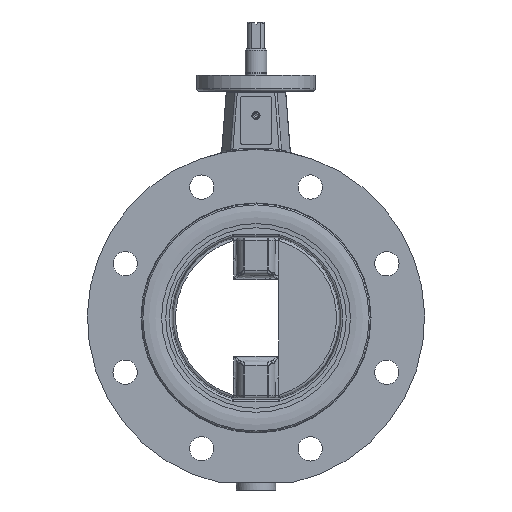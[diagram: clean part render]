
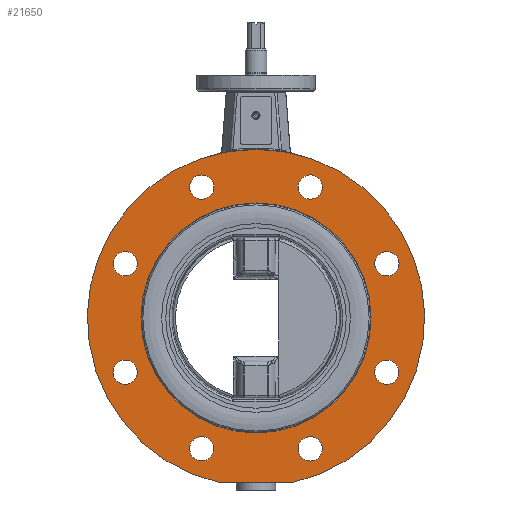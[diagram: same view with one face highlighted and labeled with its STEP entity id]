
A CAD part, left-side view. The second image highlights one B-rep face of the part: STEP entity #21650.
In plain terms, the highlighted planar face has unit normal (-1, 0, 0).
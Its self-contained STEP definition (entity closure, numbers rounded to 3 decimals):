
#20922=CARTESIAN_POINT('',(-20.0,27.221,-122.0));
#20923=VERTEX_POINT('',#20922);
#20930=CARTESIAN_POINT('',(-20.0,-27.221,-122.0));
#20931=VERTEX_POINT('',#20930);
#20932=CARTESIAN_POINT('',(-20.0,0.0,0.0));
#20933=DIRECTION('',(-1.0,0.0,0.0));
#20934=DIRECTION('',(0.0,-1.0,0.0));
#20935=AXIS2_PLACEMENT_3D('',#20932,#20933,#20934);
#20936=CIRCLE('',#20935,125.0);
#20937=EDGE_CURVE('',#20931,#20923,#20936,.T.);
#21285=CARTESIAN_POINT('',(-20.0,-27.221,-122.0));
#21286=DIRECTION('',(0.0,1.0,0.0));
#21287=VECTOR('',#21286,54.443);
#21288=LINE('',#21285,#21287);
#21289=EDGE_CURVE('',#20931,#20923,#21288,.T.);
#21538=CARTESIAN_POINT('',(-20.0,0.0,85.25));
#21539=VERTEX_POINT('',#21538);
#21540=CARTESIAN_POINT('',(-20.,0.0,0.0));
#21541=DIRECTION('',(1.0,0.0,0.0));
#21542=DIRECTION('',(0.0,0.0,1.0));
#21543=AXIS2_PLACEMENT_3D('',#21540,#21541,#21542);
#21544=CIRCLE('',#21543,85.25);
#21545=EDGE_CURVE('',#21539,#21539,#21544,.T.);
#21550=CARTESIAN_POINT('',(-20.0,0.0,105.625));
#21551=DIRECTION('',(1.0,0.0,0.0));
#21552=DIRECTION('',(0.0,0.0,-1.0));
#21553=AXIS2_PLACEMENT_3D('',#21550,#21551,#21552);
#21554=PLANE('',#21553);
#21555=ORIENTED_EDGE('',*,*,#20937,.T.);
#21556=ORIENTED_EDGE('',*,*,#21289,.F.);
#21557=EDGE_LOOP('',(#21555,#21556));
#21558=FACE_OUTER_BOUND('',#21557,.T.);
#21559=CARTESIAN_POINT('',(-20.0,97.007,-49.182));
#21560=VERTEX_POINT('',#21559);
#21561=CARTESIAN_POINT('',(-20.0,97.007,-40.182));
#21562=DIRECTION('',(1.0,0.0,0.0));
#21563=DIRECTION('',(0.0,0.0,1.0));
#21564=AXIS2_PLACEMENT_3D('',#21561,#21562,#21563);
#21565=CIRCLE('',#21564,9.0);
#21566=EDGE_CURVE('',#21560,#21560,#21565,.T.);
#21567=ORIENTED_EDGE('',*,*,#21566,.T.);
#21568=EDGE_LOOP('',(#21567));
#21569=FACE_BOUND('',#21568,.T.);
#21570=CARTESIAN_POINT('',(-20.0,33.818,-103.371));
#21571=VERTEX_POINT('',#21570);
#21572=CARTESIAN_POINT('',(-20.0,40.182,-97.007));
#21573=DIRECTION('',(1.,0.0,0.0));
#21574=DIRECTION('',(0.0,0.707,0.707));
#21575=AXIS2_PLACEMENT_3D('',#21572,#21573,#21574);
#21576=CIRCLE('',#21575,9.0);
#21577=EDGE_CURVE('',#21571,#21571,#21576,.T.);
#21578=ORIENTED_EDGE('',*,*,#21577,.T.);
#21579=EDGE_LOOP('',(#21578));
#21580=FACE_BOUND('',#21579,.T.);
#21581=CARTESIAN_POINT('',(-20.0,-49.182,-97.007));
#21582=VERTEX_POINT('',#21581);
#21583=CARTESIAN_POINT('',(-20.0,-40.182,-97.007));
#21584=DIRECTION('',(1.0,0.0,0.0));
#21585=DIRECTION('',(0.0,1.0,0.0));
#21586=AXIS2_PLACEMENT_3D('',#21583,#21584,#21585);
#21587=CIRCLE('',#21586,9.0);
#21588=EDGE_CURVE('',#21582,#21582,#21587,.T.);
#21589=ORIENTED_EDGE('',*,*,#21588,.T.);
#21590=EDGE_LOOP('',(#21589));
#21591=FACE_BOUND('',#21590,.T.);
#21592=CARTESIAN_POINT('',(-20.0,-103.371,-33.818));
#21593=VERTEX_POINT('',#21592);
#21594=CARTESIAN_POINT('',(-20.0,-97.007,-40.182));
#21595=DIRECTION('',(1.,0.0,0.0));
#21596=DIRECTION('',(0.0,0.707,-0.707));
#21597=AXIS2_PLACEMENT_3D('',#21594,#21595,#21596);
#21598=CIRCLE('',#21597,9.0);
#21599=EDGE_CURVE('',#21593,#21593,#21598,.T.);
#21600=ORIENTED_EDGE('',*,*,#21599,.T.);
#21601=EDGE_LOOP('',(#21600));
#21602=FACE_BOUND('',#21601,.T.);
#21603=CARTESIAN_POINT('',(-20.0,-97.007,49.182));
#21604=VERTEX_POINT('',#21603);
#21605=CARTESIAN_POINT('',(-20.0,-97.007,40.182));
#21606=DIRECTION('',(1.0,0.0,0.0));
#21607=DIRECTION('',(0.0,0.0,-1.0));
#21608=AXIS2_PLACEMENT_3D('',#21605,#21606,#21607);
#21609=CIRCLE('',#21608,9.0);
#21610=EDGE_CURVE('',#21604,#21604,#21609,.T.);
#21611=ORIENTED_EDGE('',*,*,#21610,.T.);
#21612=EDGE_LOOP('',(#21611));
#21613=FACE_BOUND('',#21612,.T.);
#21614=CARTESIAN_POINT('',(-20.0,-33.818,103.371));
#21615=VERTEX_POINT('',#21614);
#21616=CARTESIAN_POINT('',(-20.0,-40.182,97.007));
#21617=DIRECTION('',(1.0,0.0,0.0));
#21618=DIRECTION('',(0.0,-0.707,-0.707));
#21619=AXIS2_PLACEMENT_3D('',#21616,#21617,#21618);
#21620=CIRCLE('',#21619,9.0);
#21621=EDGE_CURVE('',#21615,#21615,#21620,.T.);
#21622=ORIENTED_EDGE('',*,*,#21621,.T.);
#21623=EDGE_LOOP('',(#21622));
#21624=FACE_BOUND('',#21623,.T.);
#21625=CARTESIAN_POINT('',(-20.0,103.371,33.818));
#21626=VERTEX_POINT('',#21625);
#21627=CARTESIAN_POINT('',(-20.0,97.007,40.182));
#21628=DIRECTION('',(1.0,0.0,0.0));
#21629=DIRECTION('',(0.0,-0.707,0.707));
#21630=AXIS2_PLACEMENT_3D('',#21627,#21628,#21629);
#21631=CIRCLE('',#21630,9.0);
#21632=EDGE_CURVE('',#21626,#21626,#21631,.T.);
#21633=ORIENTED_EDGE('',*,*,#21632,.T.);
#21634=EDGE_LOOP('',(#21633));
#21635=FACE_BOUND('',#21634,.T.);
#21636=CARTESIAN_POINT('',(-20.0,49.182,97.007));
#21637=VERTEX_POINT('',#21636);
#21638=CARTESIAN_POINT('',(-20.0,40.182,97.007));
#21639=DIRECTION('',(1.0,0.0,0.0));
#21640=DIRECTION('',(0.0,-1.0,0.0));
#21641=AXIS2_PLACEMENT_3D('',#21638,#21639,#21640);
#21642=CIRCLE('',#21641,9.0);
#21643=EDGE_CURVE('',#21637,#21637,#21642,.T.);
#21644=ORIENTED_EDGE('',*,*,#21643,.T.);
#21645=EDGE_LOOP('',(#21644));
#21646=FACE_BOUND('',#21645,.T.);
#21647=ORIENTED_EDGE('',*,*,#21545,.T.);
#21648=EDGE_LOOP('',(#21647));
#21649=FACE_BOUND('',#21648,.T.);
#21650=ADVANCED_FACE('',(#21558,#21569,#21580,#21591,#21602,#21613,#21624,#21635,#21646,#21649),#21554,.F.);
